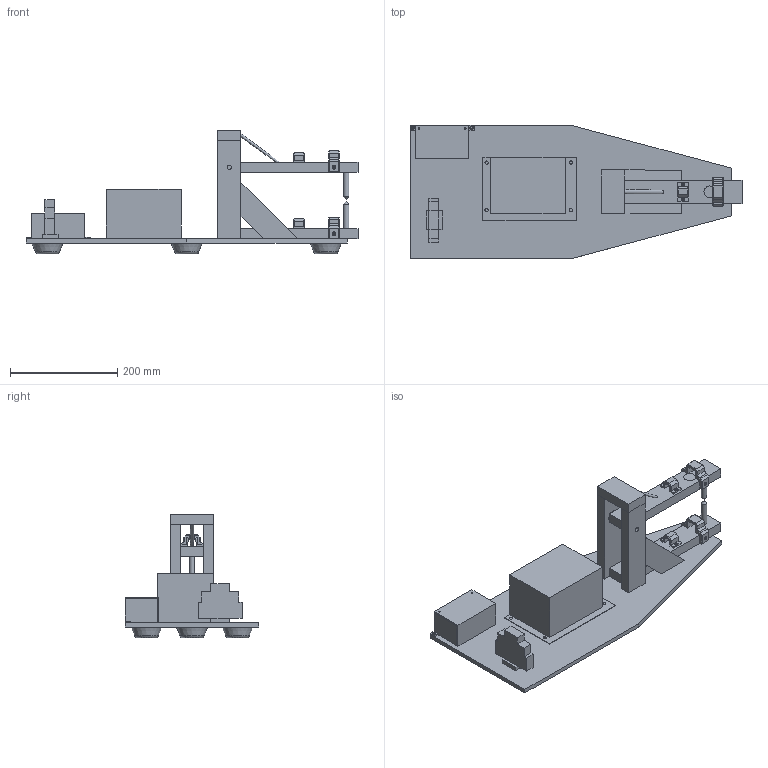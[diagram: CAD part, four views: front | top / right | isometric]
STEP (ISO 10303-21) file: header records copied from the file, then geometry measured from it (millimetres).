
FILE_DESCRIPTION(/* description */ (''),/* implementation_level */ '2;1');
FILE_NAME(/* name */ 'MOT Welder.step',/* time_stamp */ '2024-08-19T18:49:59+02:00',/* author */ (''),/* organization */ (''),/* preprocessor_version */ 'ST-DEVELOPER v20',/* originating_system */ 'Autodesk Translation Framework v13.14.0.145',/* authorisation */ '');
FILE_SCHEMA (('AUTOMOTIVE_DESIGN { 1 0 10303 214 3 1 1 }'));
Length unit declared in the file: millimetre
Products named in the file (1): MOT Welder
Bounding box: 620 x 250 x 230.5 mm (x, y, z)
Volume: 3713302.3 mm3; surface area: 632588.2 mm2
Topology: 25 solids, 25 shells, 356 faces, 824 edges, 520 vertices
Faces by surface type: plane 302, cylinder 31, cone 17, torus 5, bspline 1
Full cylindrical faces by diameter (mm): 3.2 x2, 3.4 x11, 3.5 x1, 4.5 x3, 6 x4, 8 x2, 10 x2, 22 x4
Entity records: 10198 total; most frequent: CARTESIAN_POINT 1885, ORIENTED_EDGE 1644, DIRECTION 1633, EDGE_CURVE 822, LINE 723, VECTOR 723, VERTEX_POINT 520, AXIS2_PLACEMENT_3D 455
